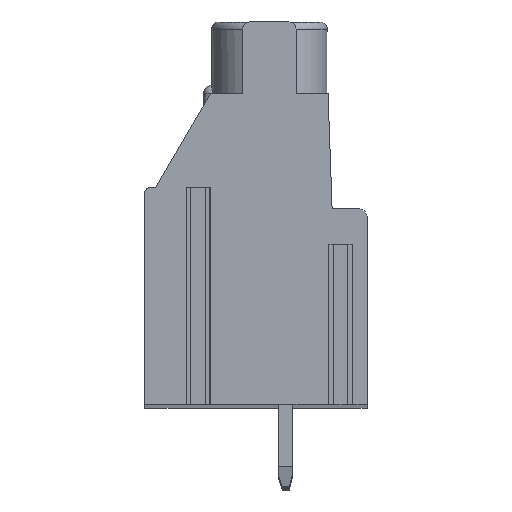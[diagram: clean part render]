
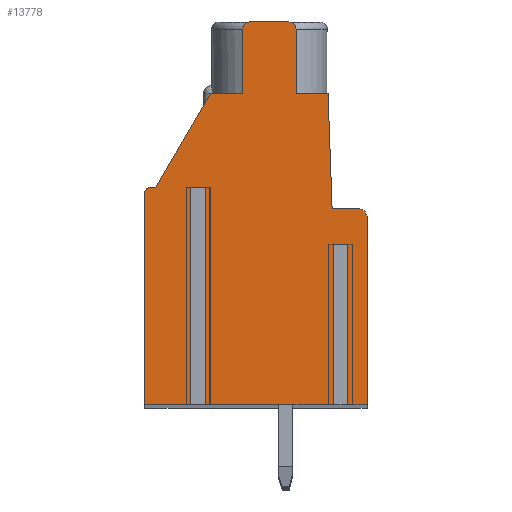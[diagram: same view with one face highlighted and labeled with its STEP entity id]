
A CAD part, top view. The second image highlights one B-rep face of the part: STEP entity #13778.
In plain terms, the highlighted planar face has unit normal (0, 0, 1).
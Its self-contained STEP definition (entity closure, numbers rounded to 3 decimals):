
#27=DIRECTION('',(-1.,0.,0.));
#28=VECTOR('',#27,0.82);
#29=CARTESIAN_POINT('',(-2.09,1.2,118.11));
#30=LINE('',#29,#28);
#31=DIRECTION('',(0.,1.,0.));
#32=VECTOR('',#31,12.2);
#33=CARTESIAN_POINT('',(-2.91,-11.,118.11));
#34=LINE('',#33,#32);
#35=DIRECTION('',(1.,0.,0.));
#36=VECTOR('',#35,2.59);
#37=CARTESIAN_POINT('',(-5.5,-11.,118.11));
#38=LINE('',#37,#36);
#39=DIRECTION('',(0.,-1.,0.));
#40=VECTOR('',#39,11.9);
#41=CARTESIAN_POINT('',(-5.5,0.9,118.11));
#42=LINE('',#41,#40);
#43=CARTESIAN_POINT('',(-5.2,0.9,118.11));
#44=DIRECTION('',(0.,0.,1.));
#45=DIRECTION('',(0.,1.,0.));
#46=AXIS2_PLACEMENT_3D('',#43,#44,#45);
#48=DIRECTION('',(-1.,0.,0.));
#49=VECTOR('',#48,0.3);
#50=CARTESIAN_POINT('',(-4.9,1.2,118.11));
#51=LINE('',#50,#49);
#52=DIRECTION('',(-0.505,-0.863,0.));
#53=VECTOR('',#52,6.14);
#54=CARTESIAN_POINT('',(-1.8,6.5,118.11));
#55=LINE('',#54,#53);
#56=DIRECTION('',(-1.,0.,0.));
#57=VECTOR('',#56,1.8);
#58=CARTESIAN_POINT('',(0.,6.5,118.11));
#59=LINE('',#58,#57);
#60=DIRECTION('',(0.,-1.,0.));
#61=VECTOR('',#60,3.6);
#62=CARTESIAN_POINT('',(0.,10.1,118.11));
#63=LINE('',#62,#61);
#64=CARTESIAN_POINT('',(0.4,10.1,118.11));
#65=DIRECTION('',(0.,0.,1.));
#66=DIRECTION('',(0.,1.,0.));
#67=AXIS2_PLACEMENT_3D('',#64,#65,#66);
#69=DIRECTION('',(-1.,0.,0.));
#70=VECTOR('',#69,2.2);
#71=CARTESIAN_POINT('',(2.6,10.5,118.11));
#72=LINE('',#71,#70);
#73=CARTESIAN_POINT('',(2.6,10.1,118.11));
#74=DIRECTION('',(0.,0.,1.));
#75=DIRECTION('',(1.,0.,0.));
#76=AXIS2_PLACEMENT_3D('',#73,#74,#75);
#78=DIRECTION('',(0.,1.,0.));
#79=VECTOR('',#78,3.6);
#80=CARTESIAN_POINT('',(3.,6.5,118.11));
#81=LINE('',#80,#79);
#82=DIRECTION('',(-1.,0.,0.));
#83=VECTOR('',#82,1.8);
#84=CARTESIAN_POINT('',(4.8,6.5,118.11));
#85=LINE('',#84,#83);
#86=DIRECTION('',(-0.035,0.999,0.));
#87=VECTOR('',#86,6.504);
#88=CARTESIAN_POINT('',(5.027,0.,118.11));
#89=LINE('',#88,#87);
#90=DIRECTION('',(-1.,0.,0.));
#91=VECTOR('',#90,1.473);
#92=CARTESIAN_POINT('',(6.5,0.,118.11));
#93=LINE('',#92,#91);
#94=CARTESIAN_POINT('',(6.5,-0.5,118.11));
#95=DIRECTION('',(0.,0.,1.));
#96=DIRECTION('',(1.,0.,0.));
#97=AXIS2_PLACEMENT_3D('',#94,#95,#96);
#99=DIRECTION('',(0.,1.,0.));
#100=VECTOR('',#99,10.5);
#101=CARTESIAN_POINT('',(7.,-11.,118.11));
#102=LINE('',#101,#100);
#103=DIRECTION('',(1.,0.,0.));
#104=VECTOR('',#103,1.09);
#105=CARTESIAN_POINT('',(5.91,-11.,118.11));
#106=LINE('',#105,#104);
#107=DIRECTION('',(0.,1.,0.));
#108=VECTOR('',#107,9.);
#109=CARTESIAN_POINT('',(5.91,-11.,118.11));
#110=LINE('',#109,#108);
#111=DIRECTION('',(-1.,0.,0.));
#112=VECTOR('',#111,0.82);
#113=CARTESIAN_POINT('',(5.91,-2.,118.11));
#114=LINE('',#113,#112);
#115=DIRECTION('',(0.,1.,0.));
#116=VECTOR('',#115,9.);
#117=CARTESIAN_POINT('',(5.09,-11.,118.11));
#118=LINE('',#117,#116);
#119=DIRECTION('',(1.,0.,0.));
#120=VECTOR('',#119,7.18);
#121=CARTESIAN_POINT('',(-2.09,-11.,118.11));
#122=LINE('',#121,#120);
#123=DIRECTION('',(0.,1.,0.));
#124=VECTOR('',#123,12.2);
#125=CARTESIAN_POINT('',(-2.09,-11.,118.11));
#126=LINE('',#125,#124);
#10867=CARTESIAN_POINT('',(7.,-11.,118.11));
#10868=CARTESIAN_POINT('',(7.,-0.5,118.11));
#10869=VERTEX_POINT('',#10867);
#10870=VERTEX_POINT('',#10868);
#10871=CARTESIAN_POINT('',(6.5,0.,118.11));
#10872=VERTEX_POINT('',#10871);
#10873=CARTESIAN_POINT('',(5.027,0.,118.11));
#10874=VERTEX_POINT('',#10873);
#10875=CARTESIAN_POINT('',(4.8,6.5,118.11));
#10876=VERTEX_POINT('',#10875);
#10877=CARTESIAN_POINT('',(3.,6.5,118.11));
#10878=VERTEX_POINT('',#10877);
#10879=CARTESIAN_POINT('',(3.,10.1,118.11));
#10880=VERTEX_POINT('',#10879);
#10881=CARTESIAN_POINT('',(2.6,10.5,118.11));
#10882=VERTEX_POINT('',#10881);
#10883=CARTESIAN_POINT('',(0.4,10.5,118.11));
#10884=VERTEX_POINT('',#10883);
#10885=CARTESIAN_POINT('',(0.,10.1,118.11));
#10886=VERTEX_POINT('',#10885);
#10887=CARTESIAN_POINT('',(0.,6.5,118.11));
#10888=VERTEX_POINT('',#10887);
#10889=CARTESIAN_POINT('',(-1.8,6.5,118.11));
#10890=VERTEX_POINT('',#10889);
#10891=CARTESIAN_POINT('',(-4.9,1.2,118.11));
#10892=VERTEX_POINT('',#10891);
#10893=CARTESIAN_POINT('',(-5.2,1.2,118.11));
#10894=VERTEX_POINT('',#10893);
#10895=CARTESIAN_POINT('',(-5.5,0.9,118.11));
#10896=VERTEX_POINT('',#10895);
#10897=CARTESIAN_POINT('',(-5.5,-11.,118.11));
#10898=VERTEX_POINT('',#10897);
#11019=CARTESIAN_POINT('',(5.91,-2.,118.11));
#11020=CARTESIAN_POINT('',(5.09,-2.,118.11));
#11021=VERTEX_POINT('',#11019);
#11022=VERTEX_POINT('',#11020);
#11023=CARTESIAN_POINT('',(5.09,-11.,118.11));
#11024=VERTEX_POINT('',#11023);
#11025=CARTESIAN_POINT('',(5.91,-11.,118.11));
#11026=VERTEX_POINT('',#11025);
#11043=CARTESIAN_POINT('',(-2.09,1.2,118.11));
#11044=CARTESIAN_POINT('',(-2.91,1.2,118.11));
#11045=VERTEX_POINT('',#11043);
#11046=VERTEX_POINT('',#11044);
#11047=CARTESIAN_POINT('',(-2.09,-11.,118.11));
#11048=VERTEX_POINT('',#11047);
#11049=CARTESIAN_POINT('',(-2.91,-11.,118.11));
#11050=VERTEX_POINT('',#11049);
#13723=CARTESIAN_POINT('',(0.,0.,118.11));
#13724=DIRECTION('',(0.,0.,1.));
#13725=DIRECTION('',(1.,0.,0.));
#13726=AXIS2_PLACEMENT_3D('',#13723,#13724,#13725);
#13727=PLANE('',#13726);
#13729=ORIENTED_EDGE('',*,*,#13728,.T.);
#13731=ORIENTED_EDGE('',*,*,#13730,.F.);
#13733=ORIENTED_EDGE('',*,*,#13732,.F.);
#13735=ORIENTED_EDGE('',*,*,#13734,.F.);
#13737=ORIENTED_EDGE('',*,*,#13736,.F.);
#13739=ORIENTED_EDGE('',*,*,#13738,.F.);
#13741=ORIENTED_EDGE('',*,*,#13740,.F.);
#13743=ORIENTED_EDGE('',*,*,#13742,.F.);
#13745=ORIENTED_EDGE('',*,*,#13744,.F.);
#13747=ORIENTED_EDGE('',*,*,#13746,.F.);
#13749=ORIENTED_EDGE('',*,*,#13748,.F.);
#13751=ORIENTED_EDGE('',*,*,#13750,.F.);
#13753=ORIENTED_EDGE('',*,*,#13752,.F.);
#13755=ORIENTED_EDGE('',*,*,#13754,.F.);
#13757=ORIENTED_EDGE('',*,*,#13756,.F.);
#13759=ORIENTED_EDGE('',*,*,#13758,.F.);
#13761=ORIENTED_EDGE('',*,*,#13760,.F.);
#13763=ORIENTED_EDGE('',*,*,#13762,.F.);
#13765=ORIENTED_EDGE('',*,*,#13764,.F.);
#13767=ORIENTED_EDGE('',*,*,#13766,.T.);
#13769=ORIENTED_EDGE('',*,*,#13768,.T.);
#13771=ORIENTED_EDGE('',*,*,#13770,.F.);
#13773=ORIENTED_EDGE('',*,*,#13772,.F.);
#13775=ORIENTED_EDGE('',*,*,#13774,.T.);
#13776=EDGE_LOOP('',(#13729,#13731,#13733,#13735,#13737,#13739,#13741,#13743,
#13745,#13747,#13749,#13751,#13753,#13755,#13757,#13759,#13761,#13763,#13765,
#13767,#13769,#13771,#13773,#13775));
#13777=FACE_OUTER_BOUND('',#13776,.F.);
#47=CIRCLE('',#46,0.3);
#68=CIRCLE('',#67,0.4);
#77=CIRCLE('',#76,0.4);
#98=CIRCLE('',#97,0.5);
#13728=EDGE_CURVE('',#11045,#11046,#30,.T.);
#13730=EDGE_CURVE('',#11050,#11046,#34,.T.);
#13732=EDGE_CURVE('',#10898,#11050,#38,.T.);
#13734=EDGE_CURVE('',#10896,#10898,#42,.T.);
#13736=EDGE_CURVE('',#10894,#10896,#47,.T.);
#13738=EDGE_CURVE('',#10892,#10894,#51,.T.);
#13740=EDGE_CURVE('',#10890,#10892,#55,.T.);
#13742=EDGE_CURVE('',#10888,#10890,#59,.T.);
#13744=EDGE_CURVE('',#10886,#10888,#63,.T.);
#13746=EDGE_CURVE('',#10884,#10886,#68,.T.);
#13748=EDGE_CURVE('',#10882,#10884,#72,.T.);
#13750=EDGE_CURVE('',#10880,#10882,#77,.T.);
#13752=EDGE_CURVE('',#10878,#10880,#81,.T.);
#13754=EDGE_CURVE('',#10876,#10878,#85,.T.);
#13756=EDGE_CURVE('',#10874,#10876,#89,.T.);
#13758=EDGE_CURVE('',#10872,#10874,#93,.T.);
#13760=EDGE_CURVE('',#10870,#10872,#98,.T.);
#13762=EDGE_CURVE('',#10869,#10870,#102,.T.);
#13764=EDGE_CURVE('',#11026,#10869,#106,.T.);
#13766=EDGE_CURVE('',#11026,#11021,#110,.T.);
#13768=EDGE_CURVE('',#11021,#11022,#114,.T.);
#13770=EDGE_CURVE('',#11024,#11022,#118,.T.);
#13772=EDGE_CURVE('',#11048,#11024,#122,.T.);
#13774=EDGE_CURVE('',#11048,#11045,#126,.T.);
#13778=ADVANCED_FACE('',(#13777),#13727,.T.);
